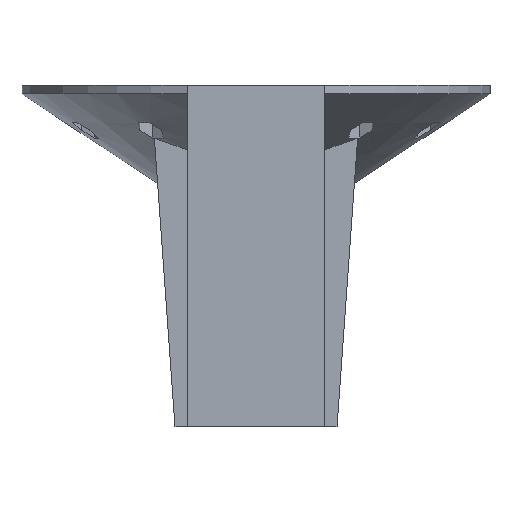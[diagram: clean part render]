
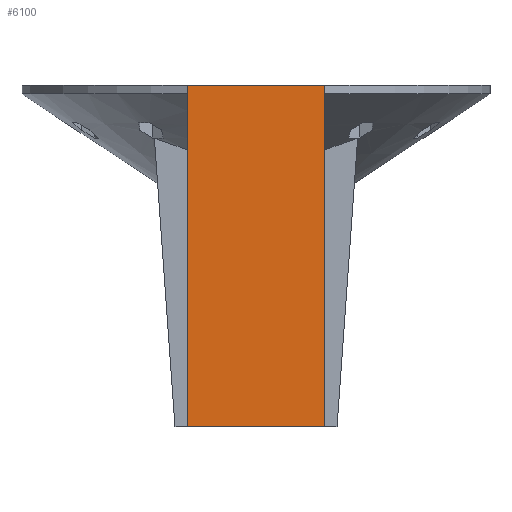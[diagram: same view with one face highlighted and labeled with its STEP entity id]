
A CAD part, left-side view. The second image highlights one B-rep face of the part: STEP entity #6100.
In plain terms, the highlighted planar face has unit normal (-1, 0, 0).
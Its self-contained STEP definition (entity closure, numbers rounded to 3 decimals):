
#101 = PLANE('',#102);
#102 = AXIS2_PLACEMENT_3D('',#103,#104,#105);
#103 = CARTESIAN_POINT('',(0.,0.,0.));
#104 = DIRECTION('',(0.,0.,1.));
#105 = DIRECTION('',(1.,0.,0.));
#126 = PLANE('',#127);
#127 = AXIS2_PLACEMENT_3D('',#128,#129,#130);
#128 = CARTESIAN_POINT('',(22.125,16.125,0.));
#129 = DIRECTION('',(0.,1.,0.));
#130 = DIRECTION('',(-1.,0.,0.));
#1596 = VERTEX_POINT('',#1597);
#1597 = CARTESIAN_POINT('',(22.125,16.125,0.));
#1618 = EDGE_CURVE('',#1596,#1619,#1621,.T.);
#1619 = VERTEX_POINT('',#1620);
#1620 = CARTESIAN_POINT('',(22.125,16.125,-80.));
#1621 = SURFACE_CURVE('',#1622,(#1626,#1633),.PCURVE_S1.);
#1622 = LINE('',#1623,#1624);
#1623 = CARTESIAN_POINT('',(22.125,16.125,0.));
#1624 = VECTOR('',#1625,1.);
#1625 = DIRECTION('',(-0.,-0.,-1.));
#1626 = PCURVE('',#126,#1627);
#1627 = DEFINITIONAL_REPRESENTATION('',(#1628),#1632);
#1628 = LINE('',#1629,#1630);
#1629 = CARTESIAN_POINT('',(0.,0.));
#1630 = VECTOR('',#1631,1.);
#1631 = DIRECTION('',(0.,-1.));
#1632 = ( GEOMETRIC_REPRESENTATION_CONTEXT(2) 
PARAMETRIC_REPRESENTATION_CONTEXT() REPRESENTATION_CONTEXT('2D SPACE',''
  ) );
#1633 = PCURVE('',#1634,#1639);
#1634 = PLANE('',#1635);
#1635 = AXIS2_PLACEMENT_3D('',#1636,#1637,#1638);
#1636 = CARTESIAN_POINT('',(22.125,-16.125,0.));
#1637 = DIRECTION('',(1.,0.,0.));
#1638 = DIRECTION('',(0.,1.,0.));
#1639 = DEFINITIONAL_REPRESENTATION('',(#1640),#1644);
#1640 = LINE('',#1641,#1642);
#1641 = CARTESIAN_POINT('',(32.25,0.));
#1642 = VECTOR('',#1643,1.);
#1643 = DIRECTION('',(0.,-1.));
#1644 = ( GEOMETRIC_REPRESENTATION_CONTEXT(2) 
PARAMETRIC_REPRESENTATION_CONTEXT() REPRESENTATION_CONTEXT('2D SPACE',''
  ) );
#1661 = PLANE('',#1662);
#1662 = AXIS2_PLACEMENT_3D('',#1663,#1664,#1665);
#1663 = CARTESIAN_POINT('',(-3.063,0.,-80.));
#1664 = DIRECTION('',(-0.,-0.,-1.));
#1665 = DIRECTION('',(-1.,0.,0.));
#1874 = EDGE_CURVE('',#1875,#1596,#1877,.T.);
#1875 = VERTEX_POINT('',#1876);
#1876 = CARTESIAN_POINT('',(22.125,-16.125,0.));
#1877 = SURFACE_CURVE('',#1878,(#1882,#1889),.PCURVE_S1.);
#1878 = LINE('',#1879,#1880);
#1879 = CARTESIAN_POINT('',(22.125,-16.125,0.));
#1880 = VECTOR('',#1881,1.);
#1881 = DIRECTION('',(0.,1.,0.));
#1882 = PCURVE('',#101,#1883);
#1883 = DEFINITIONAL_REPRESENTATION('',(#1884),#1888);
#1884 = LINE('',#1885,#1886);
#1885 = CARTESIAN_POINT('',(22.125,-16.125));
#1886 = VECTOR('',#1887,1.);
#1887 = DIRECTION('',(0.,1.));
#1888 = ( GEOMETRIC_REPRESENTATION_CONTEXT(2) 
PARAMETRIC_REPRESENTATION_CONTEXT() REPRESENTATION_CONTEXT('2D SPACE',''
  ) );
#1889 = PCURVE('',#1634,#1890);
#1890 = DEFINITIONAL_REPRESENTATION('',(#1891),#1895);
#1891 = LINE('',#1892,#1893);
#1892 = CARTESIAN_POINT('',(0.,0.));
#1893 = VECTOR('',#1894,1.);
#1894 = DIRECTION('',(1.,0.));
#1895 = ( GEOMETRIC_REPRESENTATION_CONTEXT(2) 
PARAMETRIC_REPRESENTATION_CONTEXT() REPRESENTATION_CONTEXT('2D SPACE',''
  ) );
#1911 = PLANE('',#1912);
#1912 = AXIS2_PLACEMENT_3D('',#1913,#1914,#1915);
#1913 = CARTESIAN_POINT('',(-62.125,-16.125,0.));
#1914 = DIRECTION('',(0.,-1.,0.));
#1915 = DIRECTION('',(1.,0.,0.));
#6100 = ADVANCED_FACE('',(#6101),#1634,.F.);
#6101 = FACE_BOUND('',#6102,.F.);
#6102 = EDGE_LOOP('',(#6103,#6104,#6127,#6146));
#6103 = ORIENTED_EDGE('',*,*,#1874,.F.);
#6104 = ORIENTED_EDGE('',*,*,#6105,.T.);
#6105 = EDGE_CURVE('',#1875,#6106,#6108,.T.);
#6106 = VERTEX_POINT('',#6107);
#6107 = CARTESIAN_POINT('',(22.125,-16.125,-80.));
#6108 = SURFACE_CURVE('',#6109,(#6113,#6120),.PCURVE_S1.);
#6109 = LINE('',#6110,#6111);
#6110 = CARTESIAN_POINT('',(22.125,-16.125,0.));
#6111 = VECTOR('',#6112,1.);
#6112 = DIRECTION('',(-0.,-0.,-1.));
#6113 = PCURVE('',#1634,#6114);
#6114 = DEFINITIONAL_REPRESENTATION('',(#6115),#6119);
#6115 = LINE('',#6116,#6117);
#6116 = CARTESIAN_POINT('',(0.,0.));
#6117 = VECTOR('',#6118,1.);
#6118 = DIRECTION('',(0.,-1.));
#6119 = ( GEOMETRIC_REPRESENTATION_CONTEXT(2) 
PARAMETRIC_REPRESENTATION_CONTEXT() REPRESENTATION_CONTEXT('2D SPACE',''
  ) );
#6120 = PCURVE('',#1911,#6121);
#6121 = DEFINITIONAL_REPRESENTATION('',(#6122),#6126);
#6122 = LINE('',#6123,#6124);
#6123 = CARTESIAN_POINT('',(84.25,0.));
#6124 = VECTOR('',#6125,1.);
#6125 = DIRECTION('',(0.,-1.));
#6126 = ( GEOMETRIC_REPRESENTATION_CONTEXT(2) 
PARAMETRIC_REPRESENTATION_CONTEXT() REPRESENTATION_CONTEXT('2D SPACE',''
  ) );
#6127 = ORIENTED_EDGE('',*,*,#6128,.F.);
#6128 = EDGE_CURVE('',#1619,#6106,#6129,.T.);
#6129 = SURFACE_CURVE('',#6130,(#6134,#6140),.PCURVE_S1.);
#6130 = LINE('',#6131,#6132);
#6131 = CARTESIAN_POINT('',(22.125,-8.063,-80.));
#6132 = VECTOR('',#6133,1.);
#6133 = DIRECTION('',(0.,-1.,0.));
#6134 = PCURVE('',#1634,#6135);
#6135 = DEFINITIONAL_REPRESENTATION('',(#6136),#6139);
#6136 = B_SPLINE_CURVE_WITH_KNOTS('',1,(#6137,#6138),.UNSPECIFIED.,.F.,
  .F.,(2,2),(-27.413,11.288),.PIECEWISE_BEZIER_KNOTS.);
#6137 = CARTESIAN_POINT('',(35.475,-80.));
#6138 = CARTESIAN_POINT('',(-3.225,-80.));
#6139 = ( GEOMETRIC_REPRESENTATION_CONTEXT(2) 
PARAMETRIC_REPRESENTATION_CONTEXT() REPRESENTATION_CONTEXT('2D SPACE',''
  ) );
#6140 = PCURVE('',#1661,#6141);
#6141 = DEFINITIONAL_REPRESENTATION('',(#6142),#6145);
#6142 = B_SPLINE_CURVE_WITH_KNOTS('',1,(#6143,#6144),.UNSPECIFIED.,.F.,
  .F.,(2,2),(-27.413,11.288),.PIECEWISE_BEZIER_KNOTS.);
#6143 = CARTESIAN_POINT('',(-25.188,19.35));
#6144 = CARTESIAN_POINT('',(-25.188,-19.35));
#6145 = ( GEOMETRIC_REPRESENTATION_CONTEXT(2) 
PARAMETRIC_REPRESENTATION_CONTEXT() REPRESENTATION_CONTEXT('2D SPACE',''
  ) );
#6146 = ORIENTED_EDGE('',*,*,#1618,.F.);
